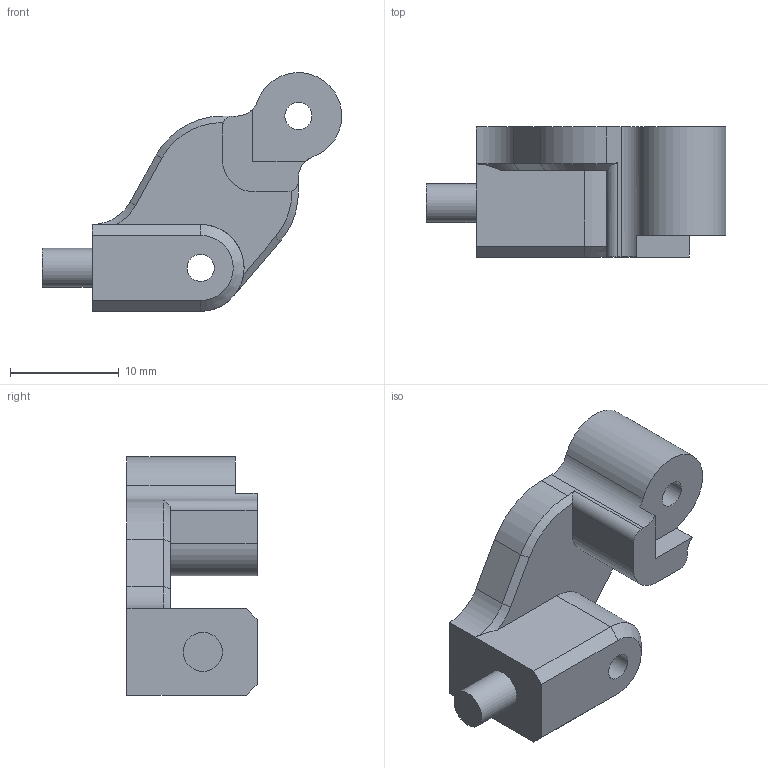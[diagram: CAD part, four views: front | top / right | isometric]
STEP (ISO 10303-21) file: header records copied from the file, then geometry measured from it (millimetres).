
FILE_DESCRIPTION(/* description */ (''),/* implementation_level */ '2;1');
FILE_NAME(/* name */ 'aecefe0c-93bc-4f00-8143-b3db0e513f1e.stp',/* time_stamp */ '2017-12-20T18:54:30+00:00',/* author */ (''),/* organization */ (''),/* preprocessor_version */ 'ST-DEVELOPER v16.13',/* originating_system */ 'Autodesk Translation Framework v6.5.0.72',/* authorisation */ '');
FILE_SCHEMA (('AUTOMOTIVE_DESIGN { 1 0 10303 214 3 1 1 }'));
Length unit declared in the file: millimetre
Products named in the file (1): Duet xBot Side Mount v2
Bounding box: 27.6 x 12 x 21.99 mm (x, y, z)
Volume: 2515.9 mm3; surface area: 1654.9 mm2
Topology: 1 solids, 1 shells, 38 faces, 99 edges, 64 vertices
Faces by surface type: plane 21, cylinder 13, cone 4
Full cylindrical faces by diameter (mm): 2.5 x2, 3.6 x1
Entity records: 1232 total; most frequent: CARTESIAN_POINT 230, DIRECTION 206, ORIENTED_EDGE 198, EDGE_CURVE 99, AXIS2_PLACEMENT_3D 73, VERTEX_POINT 64, LINE 60, VECTOR 60
